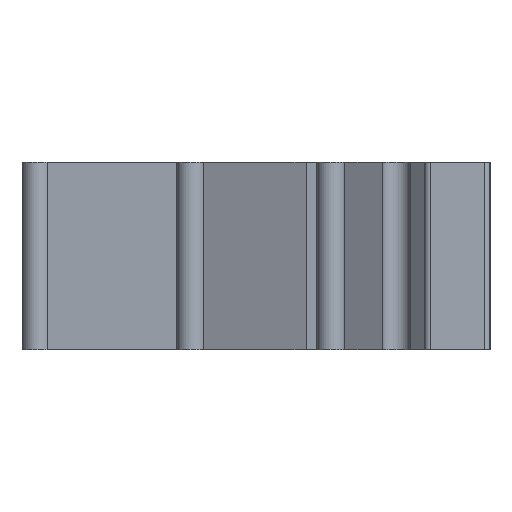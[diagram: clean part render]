
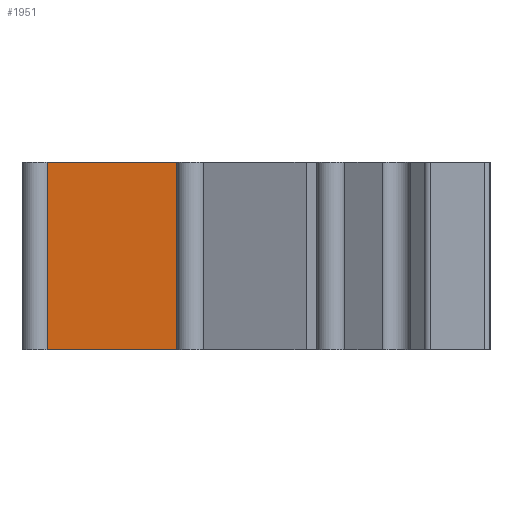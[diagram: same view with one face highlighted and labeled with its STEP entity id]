
A CAD part, left-side view. The second image highlights one B-rep face of the part: STEP entity #1951.
In plain terms, the highlighted planar face has unit normal (-0.599, -0.801, 0).
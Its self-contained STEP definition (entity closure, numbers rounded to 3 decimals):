
#1893=CARTESIAN_POINT('',(10.888,15.735,10.0));
#1894=VERTEX_POINT('',#1893);
#1902=CARTESIAN_POINT('',(10.888,15.735,0.0));
#1903=VERTEX_POINT('',#1902);
#1904=CARTESIAN_POINT('',(10.888,15.735,0.0));
#1905=DIRECTION('',(0.0,0.0,1.0));
#1906=VECTOR('',#1905,10.0);
#1907=LINE('',#1904,#1906);
#1908=EDGE_CURVE('',#1903,#1894,#1907,.T.);
#1921=CARTESIAN_POINT('',(10.888,15.735,0.0));
#1922=DIRECTION('',(-0.599,-0.801,0.0));
#1923=DIRECTION('',(0.0,0.0,1.0));
#1924=AXIS2_PLACEMENT_3D('',#1921,#1922,#1923);
#1925=PLANE('',#1924);
#1926=CARTESIAN_POINT('',(0.301,23.649,10.0));
#1927=VERTEX_POINT('',#1926);
#1928=CARTESIAN_POINT('',(10.888,15.735,10.0));
#1929=DIRECTION('',(-0.801,0.599,0.0));
#1930=VECTOR('',#1929,13.218);
#1931=LINE('',#1928,#1930);
#1932=EDGE_CURVE('',#1894,#1927,#1931,.T.);
#1933=ORIENTED_EDGE('',*,*,#1932,.T.);
#1934=CARTESIAN_POINT('',(0.301,23.649,0.0));
#1935=VERTEX_POINT('',#1934);
#1936=CARTESIAN_POINT('',(0.301,23.649,0.0));
#1937=DIRECTION('',(0.0,0.0,1.0));
#1938=VECTOR('',#1937,10.0);
#1939=LINE('',#1936,#1938);
#1940=EDGE_CURVE('',#1935,#1927,#1939,.T.);
#1941=ORIENTED_EDGE('',*,*,#1940,.F.);
#1942=CARTESIAN_POINT('',(0.301,23.649,0.0));
#1943=DIRECTION('',(0.801,-0.599,0.0));
#1944=VECTOR('',#1943,13.218);
#1945=LINE('',#1942,#1944);
#1946=EDGE_CURVE('',#1935,#1903,#1945,.T.);
#1947=ORIENTED_EDGE('',*,*,#1946,.T.);
#1948=ORIENTED_EDGE('',*,*,#1908,.T.);
#1949=EDGE_LOOP('',(#1933,#1941,#1947,#1948));
#1950=FACE_OUTER_BOUND('',#1949,.T.);
#1951=ADVANCED_FACE('',(#1950),#1925,.T.);
